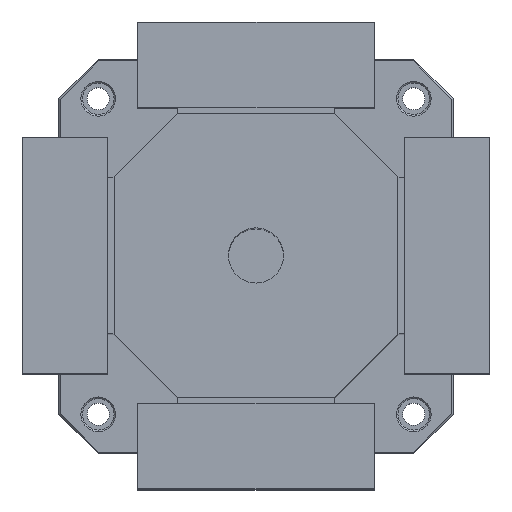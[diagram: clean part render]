
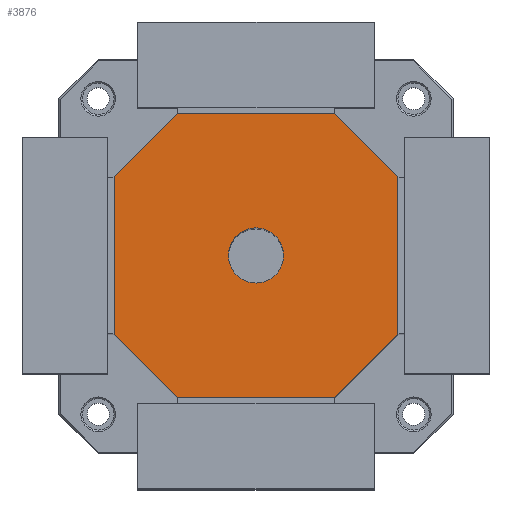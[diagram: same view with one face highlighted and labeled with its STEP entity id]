
A CAD part, top view. The second image highlights one B-rep face of the part: STEP entity #3876.
In plain terms, the highlighted planar face has unit normal (0, 0, 1).
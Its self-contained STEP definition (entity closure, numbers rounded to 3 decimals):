
#48 = VECTOR ( 'NONE', #1591, 1000. ) ;
#92 = VERTEX_POINT ( 'NONE', #775 ) ;
#160 = DIRECTION ( 'NONE',  ( 0., 0., 1. ) ) ;
#181 = PLANE ( 'NONE',  #501 ) ;
#232 = CARTESIAN_POINT ( 'NONE',  ( -50., 90., 400. ) ) ;
#336 = CARTESIAN_POINT ( 'NONE',  ( -50., 90., 400. ) ) ;
#376 = CARTESIAN_POINT ( 'NONE',  ( 0., 0., 400. ) ) ;
#445 = VERTEX_POINT ( 'NONE', #4312 ) ;
#477 = VECTOR ( 'NONE', #5121, 1000. ) ;
#484 = CARTESIAN_POINT ( 'NONE',  ( 90., 50., 400. ) ) ;
#501 = AXIS2_PLACEMENT_3D ( 'NONE', #1224, #160, #4785 ) ;
#775 = CARTESIAN_POINT ( 'NONE',  ( -90., 50., 400. ) ) ;
#783 = EDGE_CURVE ( 'NONE', #1218, #92, #3176, .T. ) ;
#907 = DIRECTION ( 'NONE',  ( -1., 0., 0. ) ) ;
#1093 = LINE ( 'NONE', #484, #477 ) ;
#1104 = AXIS2_PLACEMENT_3D ( 'NONE', #5500, #3846, #4338 ) ;
#1165 = EDGE_CURVE ( 'NONE', #2481, #1900, #2444, .T. ) ;
#1218 = VERTEX_POINT ( 'NONE', #232 ) ;
#1224 = CARTESIAN_POINT ( 'NONE',  ( -90., -90., 400. ) ) ;
#1300 = DIRECTION ( 'NONE',  ( 0.707, 0.707, 0. ) ) ;
#1370 = CARTESIAN_POINT ( 'NONE',  ( -90., -50., 400. ) ) ;
#1377 = VECTOR ( 'NONE', #4969, 1000. ) ;
#1591 = DIRECTION ( 'NONE',  ( 0., -1., 0. ) ) ;
#1614 = ORIENTED_EDGE ( 'NONE', *, *, #6942, .T. ) ;
#1835 = VERTEX_POINT ( 'NONE', #4116 ) ;
#1889 = VERTEX_POINT ( 'NONE', #5972 ) ;
#1892 = CARTESIAN_POINT ( 'NONE',  ( 90., -50., 400. ) ) ;
#1900 = VERTEX_POINT ( 'NONE', #1892 ) ;
#1976 = CARTESIAN_POINT ( 'NONE',  ( -90., -50., 400. ) ) ;
#1983 = EDGE_LOOP ( 'NONE', ( #6543, #6385, #7094, #4670, #6550, #7272, #6903, #4515 ) ) ;
#2012 = LINE ( 'NONE', #2748, #2911 ) ;
#2123 = CARTESIAN_POINT ( 'NONE',  ( -90., -90., 400. ) ) ;
#2187 = EDGE_CURVE ( 'NONE', #92, #2554, #6407, .T. ) ;
#2444 = LINE ( 'NONE', #3438, #5075 ) ;
#2481 = VERTEX_POINT ( 'NONE', #5849 ) ;
#2554 = VERTEX_POINT ( 'NONE', #1976 ) ;
#2644 = DIRECTION ( 'NONE',  ( 0., 0., -1. ) ) ;
#2685 = EDGE_CURVE ( 'NONE', #445, #1835, #6861, .T. ) ;
#2748 = CARTESIAN_POINT ( 'NONE',  ( -90., 90., 400. ) ) ;
#2871 = CIRCLE ( 'NONE', #4227, 17.5 ) ;
#2911 = VECTOR ( 'NONE', #907, 1000. ) ;
#3176 = LINE ( 'NONE', #336, #1377 ) ;
#3264 = CARTESIAN_POINT ( 'NONE',  ( 90., -90., 400. ) ) ;
#3438 = CARTESIAN_POINT ( 'NONE',  ( 50., -90., 400. ) ) ;
#3505 = VERTEX_POINT ( 'NONE', #3674 ) ;
#3539 = LINE ( 'NONE', #3264, #6153 ) ;
#3629 = LINE ( 'NONE', #1370, #3638 ) ;
#3638 = VECTOR ( 'NONE', #7100, 1000. ) ;
#3650 = CARTESIAN_POINT ( 'NONE',  ( 90., 50., 400. ) ) ;
#3674 = CARTESIAN_POINT ( 'NONE',  ( -50., -90., 400. ) ) ;
#3846 = DIRECTION ( 'NONE',  ( 0., 0., -1. ) ) ;
#3876 = ADVANCED_FACE ( 'NONE', ( #6167, #4640 ), #181, .T. ) ;
#3933 = ORIENTED_EDGE ( 'NONE', *, *, #2685, .T. ) ;
#4116 = CARTESIAN_POINT ( 'NONE',  ( 17.5, 0., 400. ) ) ;
#4227 = AXIS2_PLACEMENT_3D ( 'NONE', #376, #2644, #6182 ) ;
#4312 = CARTESIAN_POINT ( 'NONE',  ( -17.5, 0., 400. ) ) ;
#4338 = DIRECTION ( 'NONE',  ( -1., 0., 0. ) ) ;
#4467 = EDGE_CURVE ( 'NONE', #2554, #3505, #3629, .T. ) ;
#4470 = CARTESIAN_POINT ( 'NONE',  ( -90., -90., 400. ) ) ;
#4515 = ORIENTED_EDGE ( 'NONE', *, *, #2187, .T. ) ;
#4630 = EDGE_CURVE ( 'NONE', #1889, #1218, #2012, .T. ) ;
#4640 = FACE_OUTER_BOUND ( 'NONE', #1983, .T. ) ;
#4670 = ORIENTED_EDGE ( 'NONE', *, *, #5307, .T. ) ;
#4785 = DIRECTION ( 'NONE',  ( 1., 0., 0. ) ) ;
#4969 = DIRECTION ( 'NONE',  ( -0.707, -0.707, 0. ) ) ;
#5075 = VECTOR ( 'NONE', #1300, 1000. ) ;
#5077 = LINE ( 'NONE', #2123, #6477 ) ;
#5121 = DIRECTION ( 'NONE',  ( -0.707, 0.707, 0. ) ) ;
#5307 = EDGE_CURVE ( 'NONE', #1900, #7283, #3539, .T. ) ;
#5500 = CARTESIAN_POINT ( 'NONE',  ( 0., 0., 400. ) ) ;
#5580 = DIRECTION ( 'NONE',  ( 0., 1., 0. ) ) ;
#5769 = EDGE_CURVE ( 'NONE', #3505, #2481, #5077, .T. ) ;
#5849 = CARTESIAN_POINT ( 'NONE',  ( 50., -90., 400. ) ) ;
#5892 = EDGE_CURVE ( 'NONE', #7283, #1889, #1093, .T. ) ;
#5972 = CARTESIAN_POINT ( 'NONE',  ( 50., 90., 400. ) ) ;
#6153 = VECTOR ( 'NONE', #5580, 1000. ) ;
#6167 = FACE_BOUND ( 'NONE', #7349, .T. ) ;
#6182 = DIRECTION ( 'NONE',  ( -1., 0., 0. ) ) ;
#6385 = ORIENTED_EDGE ( 'NONE', *, *, #5769, .T. ) ;
#6407 = LINE ( 'NONE', #4470, #48 ) ;
#6477 = VECTOR ( 'NONE', #6705, 1000. ) ;
#6543 = ORIENTED_EDGE ( 'NONE', *, *, #4467, .T. ) ;
#6550 = ORIENTED_EDGE ( 'NONE', *, *, #5892, .T. ) ;
#6705 = DIRECTION ( 'NONE',  ( 1., 0., 0. ) ) ;
#6861 = CIRCLE ( 'NONE', #1104, 17.5 ) ;
#6903 = ORIENTED_EDGE ( 'NONE', *, *, #783, .T. ) ;
#6942 = EDGE_CURVE ( 'NONE', #1835, #445, #2871, .T. ) ;
#7094 = ORIENTED_EDGE ( 'NONE', *, *, #1165, .T. ) ;
#7100 = DIRECTION ( 'NONE',  ( 0.707, -0.707, 0. ) ) ;
#7272 = ORIENTED_EDGE ( 'NONE', *, *, #4630, .T. ) ;
#7283 = VERTEX_POINT ( 'NONE', #3650 ) ;
#7349 = EDGE_LOOP ( 'NONE', ( #3933, #1614 ) ) ;
